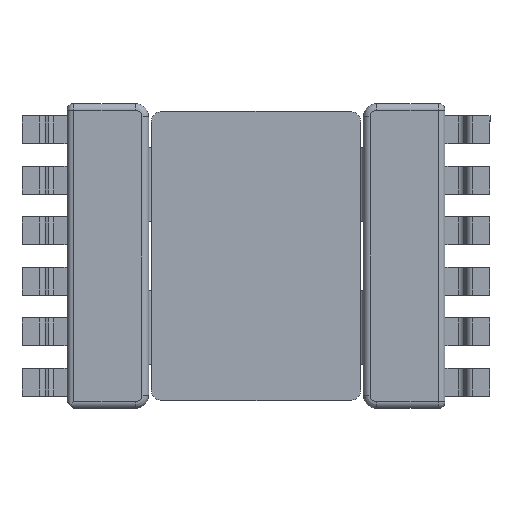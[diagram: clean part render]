
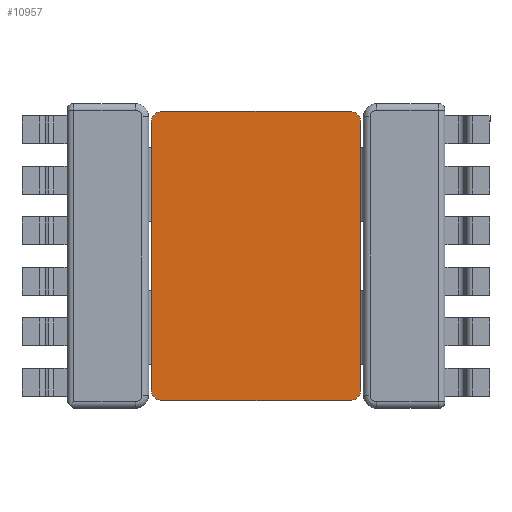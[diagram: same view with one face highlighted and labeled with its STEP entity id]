
A CAD part, front view. The second image highlights one B-rep face of the part: STEP entity #10957.
In plain terms, the highlighted planar face has unit normal (0, -1, 0).
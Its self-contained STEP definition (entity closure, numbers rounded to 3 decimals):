
#738=PLANE('',#11995);
#1256=FACE_OUTER_BOUND('',#1894,.T.);
#1894=EDGE_LOOP('',(#9687,#9688,#9689,#9690,#9691,#9692,#9693,#9694));
#2940=LINE('',#18628,#3962);
#2955=LINE('',#18687,#3977);
#2956=LINE('',#18691,#3978);
#2957=LINE('',#18694,#3979);
#3962=VECTOR('',#14694,10.);
#3977=VECTOR('',#14755,10.);
#3978=VECTOR('',#14758,10.);
#3979=VECTOR('',#14761,10.);
#4344=CIRCLE('',#11971,0.8);
#4357=CIRCLE('',#11993,0.8);
#4359=CIRCLE('',#11996,0.8);
#4360=CIRCLE('',#11997,0.8);
#5356=VERTEX_POINT('',#18602);
#5357=VERTEX_POINT('',#18604);
#5367=VERTEX_POINT('',#18626);
#5386=VERTEX_POINT('',#18680);
#5388=VERTEX_POINT('',#18686);
#5389=VERTEX_POINT('',#18688);
#5390=VERTEX_POINT('',#18690);
#5391=VERTEX_POINT('',#18692);
#6795=EDGE_CURVE('',#5356,#5357,#4344,.T.);
#6807=EDGE_CURVE('',#5367,#5356,#2940,.T.);
#6833=EDGE_CURVE('',#5386,#5367,#4357,.T.);
#6836=EDGE_CURVE('',#5386,#5388,#2955,.T.);
#6837=EDGE_CURVE('',#5389,#5388,#4359,.T.);
#6838=EDGE_CURVE('',#5390,#5389,#2956,.T.);
#6839=EDGE_CURVE('',#5391,#5390,#4360,.T.);
#6840=EDGE_CURVE('',#5391,#5357,#2957,.T.);
#9687=ORIENTED_EDGE('',*,*,#6795,.F.);
#9688=ORIENTED_EDGE('',*,*,#6807,.F.);
#9689=ORIENTED_EDGE('',*,*,#6833,.F.);
#9690=ORIENTED_EDGE('',*,*,#6836,.T.);
#9691=ORIENTED_EDGE('',*,*,#6837,.F.);
#9692=ORIENTED_EDGE('',*,*,#6838,.F.);
#9693=ORIENTED_EDGE('',*,*,#6839,.F.);
#9694=ORIENTED_EDGE('',*,*,#6840,.T.);
#10957=ADVANCED_FACE('',(#1256),#738,.T.);
#11971=AXIS2_PLACEMENT_3D('',#18605,#14679,#14680);
#11993=AXIS2_PLACEMENT_3D('',#18681,#14748,#14749);
#11995=AXIS2_PLACEMENT_3D('',#18685,#14753,#14754);
#11996=AXIS2_PLACEMENT_3D('',#18689,#14756,#14757);
#11997=AXIS2_PLACEMENT_3D('',#18693,#14759,#14760);
#14679=DIRECTION('center_axis',(0.,1.,0.));
#14680=DIRECTION('ref_axis',(-0.707,0.,-0.707));
#14694=DIRECTION('',(-1.,0.,0.));
#14748=DIRECTION('center_axis',(0.,1.,0.));
#14749=DIRECTION('ref_axis',(0.707,0.,-0.707));
#14753=DIRECTION('center_axis',(0.,-1.,0.));
#14754=DIRECTION('ref_axis',(1.,0.,0.));
#14755=DIRECTION('',(0.,0.,1.));
#14756=DIRECTION('center_axis',(0.,1.,0.));
#14757=DIRECTION('ref_axis',(0.707,0.,0.707));
#14758=DIRECTION('',(1.,0.,0.));
#14759=DIRECTION('center_axis',(0.,1.,0.));
#14760=DIRECTION('ref_axis',(-0.707,0.,0.707));
#14761=DIRECTION('',(0.,0.,-1.));
#18602=CARTESIAN_POINT('',(-10.1,0.,-7.9));
#18604=CARTESIAN_POINT('',(-10.9,0.,-7.1));
#18605=CARTESIAN_POINT('Origin',(-10.1,0.,-7.1));
#18626=CARTESIAN_POINT('',(10.1,0.,-7.9));
#18628=CARTESIAN_POINT('',(-10.9,0.,-7.9));
#18680=CARTESIAN_POINT('',(10.9,0.,-7.1));
#18681=CARTESIAN_POINT('Origin',(10.1,0.,-7.1));
#18685=CARTESIAN_POINT('Origin',(-10.9,0.,0.));
#18686=CARTESIAN_POINT('',(10.9,0.,7.1));
#18687=CARTESIAN_POINT('',(10.9,0.,0.));
#18688=CARTESIAN_POINT('',(10.1,0.,7.9));
#18689=CARTESIAN_POINT('Origin',(10.1,0.,7.1));
#18690=CARTESIAN_POINT('',(-10.1,0.,7.9));
#18691=CARTESIAN_POINT('',(-10.9,0.,7.9));
#18692=CARTESIAN_POINT('',(-10.9,0.,7.1));
#18693=CARTESIAN_POINT('Origin',(-10.1,0.,7.1));
#18694=CARTESIAN_POINT('',(-10.9,0.,0.));
